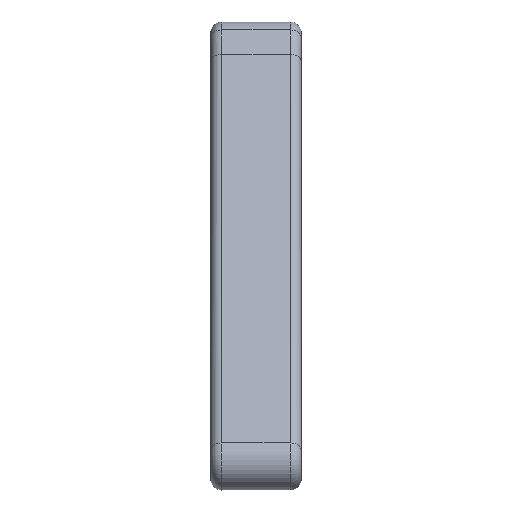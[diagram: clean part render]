
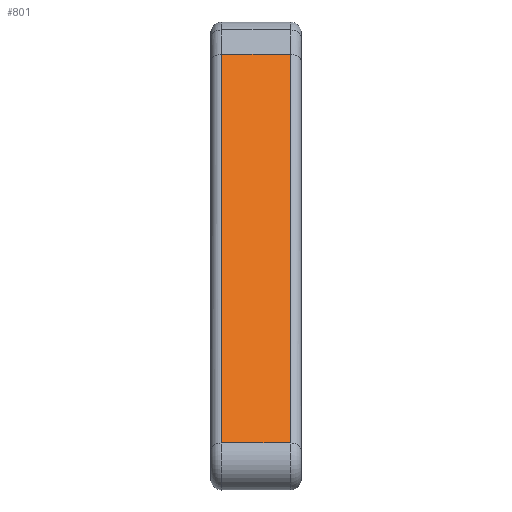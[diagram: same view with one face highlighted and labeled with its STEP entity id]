
A CAD part, top view. The second image highlights one B-rep face of the part: STEP entity #801.
In plain terms, the highlighted planar face has unit normal (0, 0.709, 0.706).
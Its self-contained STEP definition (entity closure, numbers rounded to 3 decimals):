
#37=PLANE('',#914);
#89=FACE_OUTER_BOUND('',#140,.T.);
#140=EDGE_LOOP('',(#686,#687,#688,#689,#690));
#191=LINE('',#1429,#246);
#197=LINE('',#1457,#252);
#198=LINE('',#1459,#253);
#199=LINE('',#1462,#254);
#200=LINE('',#1463,#255);
#246=VECTOR('',#1118,10.);
#252=VECTOR('',#1152,10.);
#253=VECTOR('',#1155,10.);
#254=VECTOR('',#1158,10.);
#255=VECTOR('',#1159,10.);
#370=VERTEX_POINT('',#1413);
#374=VERTEX_POINT('',#1428);
#380=VERTEX_POINT('',#1448);
#382=VERTEX_POINT('',#1454);
#383=VERTEX_POINT('',#1461);
#475=EDGE_CURVE('',#370,#374,#191,.T.);
#489=EDGE_CURVE('',#380,#382,#197,.T.);
#490=EDGE_CURVE('',#382,#370,#198,.T.);
#491=EDGE_CURVE('',#383,#380,#199,.T.);
#492=EDGE_CURVE('',#374,#383,#200,.T.);
#686=ORIENTED_EDGE('',*,*,#491,.F.);
#687=ORIENTED_EDGE('',*,*,#492,.F.);
#688=ORIENTED_EDGE('',*,*,#475,.F.);
#689=ORIENTED_EDGE('',*,*,#490,.F.);
#690=ORIENTED_EDGE('',*,*,#489,.F.);
#801=ADVANCED_FACE('',(#89),#37,.T.);
#914=AXIS2_PLACEMENT_3D('',#1460,#1156,#1157);
#1118=DIRECTION('',(1.,0.,0.));
#1152=DIRECTION('',(0.,0.705,-0.709));
#1155=DIRECTION('',(1.,0.,0.));
#1156=DIRECTION('center_axis',(0.,0.709,
0.705));
#1157=DIRECTION('ref_axis',(0.,-0.705,0.709));
#1158=DIRECTION('',(-1.,0.,0.));
#1159=DIRECTION('',(0.,-0.705,0.709));
#1413=CARTESIAN_POINT('',(367.248,85.652,-118.422));
#1428=CARTESIAN_POINT('',(370.348,85.652,-118.422));
#1429=CARTESIAN_POINT('',(370.148,85.652,-118.422));
#1448=CARTESIAN_POINT('',(364.142,50.377,-82.987));
#1454=CARTESIAN_POINT('',(364.148,85.652,-118.423));
#1457=CARTESIAN_POINT('',(364.146,76.651,-109.38));
#1459=CARTESIAN_POINT('',(368.848,85.652,-118.422));
#1460=CARTESIAN_POINT('Origin',(368.848,85.652,-118.422));
#1461=CARTESIAN_POINT('',(370.342,50.377,-82.986));
#1462=CARTESIAN_POINT('',(363.642,50.377,-82.987));
#1463=CARTESIAN_POINT('',(370.346,76.651,-109.379));
